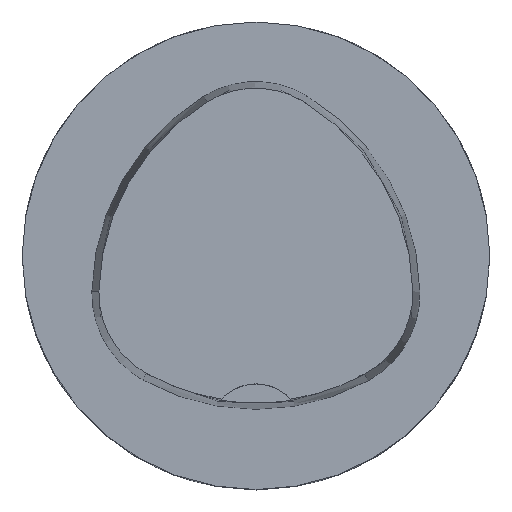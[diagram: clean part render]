
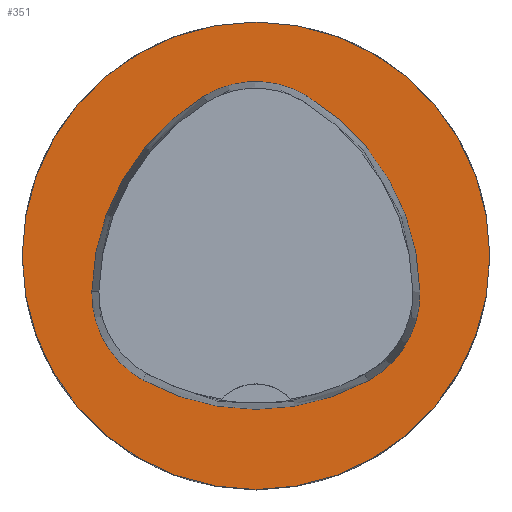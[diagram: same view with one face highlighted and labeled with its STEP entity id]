
A CAD part, top view. The second image highlights one B-rep face of the part: STEP entity #351.
In plain terms, the highlighted planar face has unit normal (0, 0, 1).
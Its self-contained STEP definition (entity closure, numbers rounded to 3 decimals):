
#126=FACE_BOUND('',#644,.T.);
#127=FACE_BOUND('',#645,.T.);
#247=CIRCLE('',#2422,20.);
#249=CIRCLE('',#2425,8.5);
#251=CIRCLE('',#2428,20.);
#253=CIRCLE('',#2431,8.5);
#257=CIRCLE('',#2436,20.);
#259=CIRCLE('',#2439,8.5);
#262=CIRCLE('',#2444,20.);
#351=ADVANCED_FACE('',(#126,#127),#425,.T.);
#425=PLANE('',#2445);
#644=EDGE_LOOP('',(#1213,#1214,#1215,#1216,#1217,#1218));
#645=EDGE_LOOP('',(#1219));
#1213=ORIENTED_EDGE('',*,*,#1821,.T.);
#1214=ORIENTED_EDGE('',*,*,#1801,.T.);
#1215=ORIENTED_EDGE('',*,*,#1805,.T.);
#1216=ORIENTED_EDGE('',*,*,#1808,.T.);
#1217=ORIENTED_EDGE('',*,*,#1811,.T.);
#1218=ORIENTED_EDGE('',*,*,#1819,.T.);
#1219=ORIENTED_EDGE('',*,*,#1824,.F.);
#1516=VERTEX_POINT('',#4583);
#1517=VERTEX_POINT('',#4584);
#1520=VERTEX_POINT('',#4592);
#1522=VERTEX_POINT('',#4598);
#1524=VERTEX_POINT('',#4604);
#1531=VERTEX_POINT('',#4625);
#1532=VERTEX_POINT('',#4635);
#1801=EDGE_CURVE('',#1516,#1517,#247,.T.);
#1805=EDGE_CURVE('',#1517,#1520,#249,.T.);
#1808=EDGE_CURVE('',#1520,#1522,#251,.T.);
#1811=EDGE_CURVE('',#1522,#1524,#253,.T.);
#1819=EDGE_CURVE('',#1524,#1531,#257,.T.);
#1821=EDGE_CURVE('',#1531,#1516,#259,.T.);
#1824=EDGE_CURVE('',#1532,#1532,#262,.T.);
#2422=AXIS2_PLACEMENT_3D('',#4582,#2933,#2934);
#2425=AXIS2_PLACEMENT_3D('',#4591,#2941,#2942);
#2428=AXIS2_PLACEMENT_3D('',#4597,#2948,#2949);
#2431=AXIS2_PLACEMENT_3D('',#4603,#2955,#2956);
#2436=AXIS2_PLACEMENT_3D('',#4626,#2967,#2968);
#2439=AXIS2_PLACEMENT_3D('',#4629,#2973,#2974);
#2444=AXIS2_PLACEMENT_3D('',#4634,#2983,#2984);
#2445=AXIS2_PLACEMENT_3D('',#4636,#2985,#2986);
#2933=DIRECTION('',(0.,0.,-1.));
#2934=DIRECTION('',(-1.,0.,0.));
#2941=DIRECTION('',(0.,0.,-1.));
#2942=DIRECTION('',(-1.,0.,0.));
#2948=DIRECTION('',(0.,0.,-1.));
#2949=DIRECTION('',(-1.,0.,0.));
#2955=DIRECTION('',(0.,0.,-1.));
#2956=DIRECTION('',(-1.,0.,0.));
#2967=DIRECTION('',(0.,0.,-1.));
#2968=DIRECTION('',(-1.,0.,0.));
#2973=DIRECTION('',(0.,0.,-1.));
#2974=DIRECTION('',(-1.,0.,0.));
#2983=DIRECTION('',(0.,0.,-1.));
#2984=DIRECTION('',(-1.,0.,0.));
#2985=DIRECTION('',(0.,0.,1.));
#2986=DIRECTION('',(1.,0.,0.));
#4582=CARTESIAN_POINT('',(5.955,-3.414,0.));
#4583=CARTESIAN_POINT('',(-14.041,-3.042,0.));
#4584=CARTESIAN_POINT('',(-4.472,13.653,0.));
#4591=CARTESIAN_POINT('',(-0.04,6.4,0.));
#4592=CARTESIAN_POINT('',(4.347,13.68,0.));
#4597=CARTESIAN_POINT('',(-5.976,-3.45,0.));
#4598=CARTESIAN_POINT('',(14.021,-3.075,0.));
#4603=CARTESIAN_POINT('',(5.522,-3.235,0.));
#4604=CARTESIAN_POINT('',(9.588,-10.699,0.));
#4625=CARTESIAN_POINT('',(-9.655,-10.639,0.));
#4626=CARTESIAN_POINT('',(0.022,6.864,0.));
#4629=CARTESIAN_POINT('',(-5.543,-3.2,0.));
#4634=CARTESIAN_POINT('',(0.,0.,0.));
#4635=CARTESIAN_POINT('',(-20.,0.,0.));
#4636=CARTESIAN_POINT('',(0.,0.,0.));
